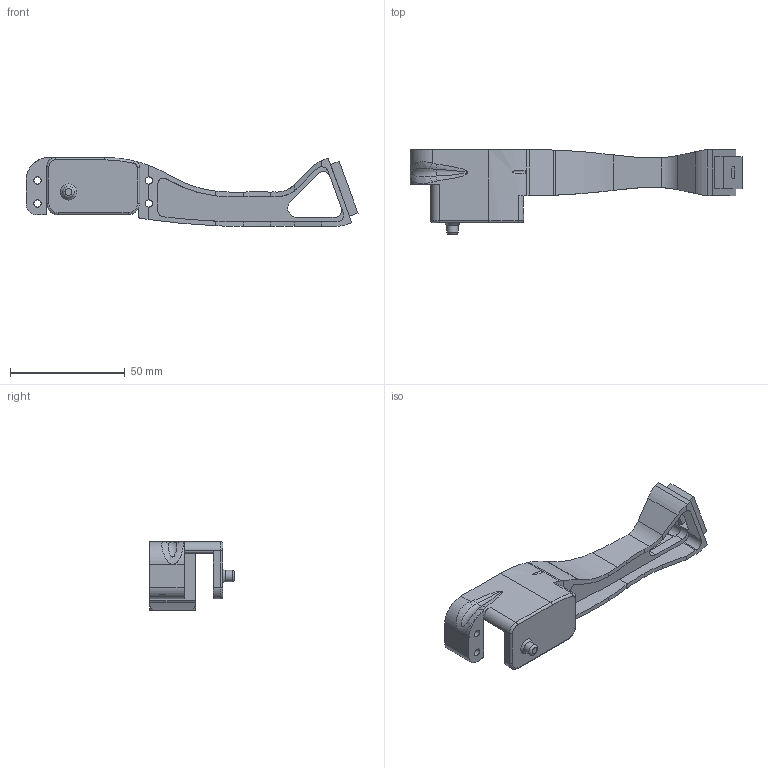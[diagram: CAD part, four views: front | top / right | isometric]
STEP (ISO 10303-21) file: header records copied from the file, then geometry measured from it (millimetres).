
FILE_DESCRIPTION( ( '' ), ' ' );
FILE_NAME( '5ee9cc51ae8015119d87a5c5.step', '2020-06-17T07:54:57', ( '' ), ( '' ), ' ', ' ', ' ' );
FILE_SCHEMA( ( 'AUTOMOTIVE_DESIGN { 1 0 10303 214 1 1 1 1 }' ) );
Length unit declared in the file: metre
Products named in the file (1): Left_Wrist
Bounding box: 144.74 x 36.9 x 30 mm (x, y, z)
Volume: 26469.2 mm3; surface area: 17329.8 mm2
Topology: 1 solids, 1 shells, 167 faces, 479 edges, 313 vertices
Faces by surface type: plane 89, cylinder 65, torus 6, bspline 4, cone 2, revolution 1
Full cylindrical faces by diameter (mm): 1.5 x1, 3.2 x8, 5 x1
Entity records: 7613 total; most frequent: CARTESIAN_POINT 1899, ORIENTED_EDGE 920, DIRECTION 891, EDGE_CURVE 460, VERTEX_POINT 308, AXIS2_PLACEMENT_3D 306, LINE 278, VECTOR 278
